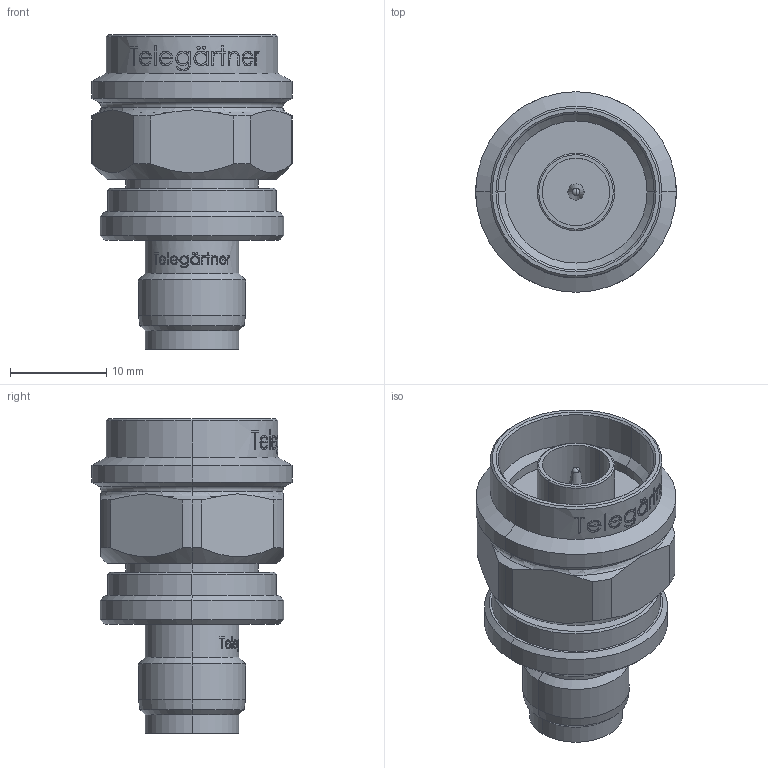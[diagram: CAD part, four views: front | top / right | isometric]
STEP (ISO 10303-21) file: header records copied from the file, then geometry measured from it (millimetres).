
FILE_DESCRIPTION (( 'STEP AP214' ), '1' );
FILE_NAME ('J01019C0007.STEP', '2013-04-17T13:03:17', ( 'Wartung1' ), ( '' ), 'SwSTEP 2.0', 'SolidWorks 2012', '' );
FILE_SCHEMA (( 'AUTOMOTIVE_DESIGN' ));
Length unit declared in the file: millimetre
Products named in the file (1): J01019C0007
Bounding box: 20.8 x 20.8 x 32.62 mm (x, y, z)
Volume: 5471.3 mm3; surface area: 3284.1 mm2
Topology: 1 solids, 1 shells, 450 faces, 1146 edges, 749 vertices
Faces by surface type: bspline 166, plane 146, cylinder 85, cone 45, torus 6, sphere 2
Entity records: 31834 total; most frequent: CARTESIAN_POINT 17402, ORIENTED_EDGE 2292, DIRECTION 1404, EDGE_CURVE 1146, VERTEX_POINT 749, B_SPLINE_CURVE_WITH_KNOTS 558, AXIS2_PLACEMENT_3D 543, EDGE_LOOP 501
